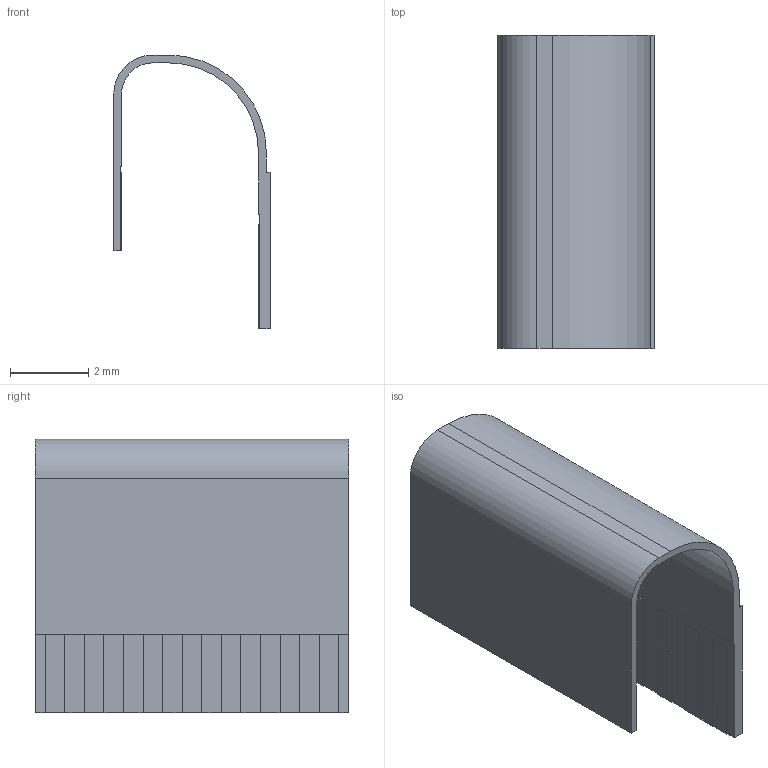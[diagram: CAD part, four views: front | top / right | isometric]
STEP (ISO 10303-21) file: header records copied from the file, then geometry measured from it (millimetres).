
FILE_DESCRIPTION(('FreeCAD Model'),'2;1');
FILE_NAME( 'InterfaceFFC.step', '2019-03-18T22:11:09',('Author'),(''), 'Open CASCADE STEP processor 7.2','FreeCAD','Unknown');
FILE_SCHEMA(('AUTOMOTIVE_DESIGN { 1 0 10303 214 1 1 1 1 }'));
Length unit declared in the file: millimetre
Products named in the file (1): Pocket001
Bounding box: 4 x 8 x 7 mm (x, y, z)
Volume: 25.2 mm3; surface area: 238.6 mm2
Topology: 1 solids, 1 shells, 85 faces, 247 edges, 164 vertices
Faces by surface type: plane 81, cylinder 4
Entity records: 5985 total; most frequent: CARTESIAN_POINT 991, DIRECTION 921, LINE 725, VECTOR 725, ORIENTED_EDGE 494, PCURVE 494, DEFINITIONAL_REPRESENTATION 494, EDGE_CURVE 247
